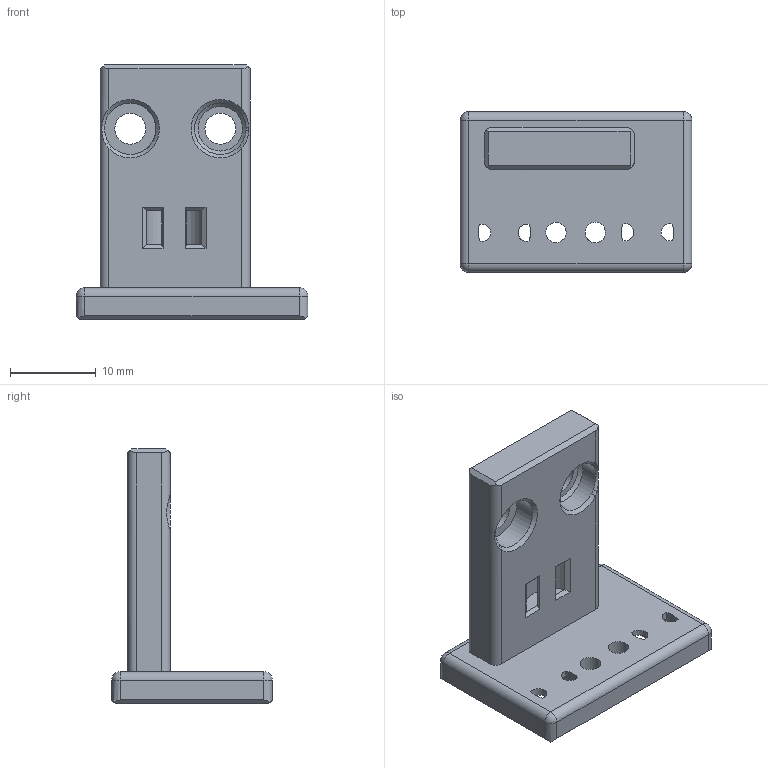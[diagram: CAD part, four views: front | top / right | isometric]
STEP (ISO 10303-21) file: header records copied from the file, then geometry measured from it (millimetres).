
FILE_DESCRIPTION(/* description */ (''),/* implementation_level */ '2;1');
FILE_NAME(/* name */ 'KlickyProbe_v0_2_additional holes for wire.step',/* time_stamp */ '2021-08-07T13:46:42+02:00',/* author */ (''),/* organization */ (''),/* preprocessor_version */ 'ST-DEVELOPER v18.1',/* originating_system */ 'Autodesk Translation Framework v10.9.0.1377',/* authorisation */ '');
FILE_SCHEMA (('AUTOMOTIVE_DESIGN { 1 0 10303 214 3 1 1 }'));
Length unit declared in the file: millimetre
Products named in the file (3): KlickyProbe_v0_2; Klicky Probe; AB mount
Assembly tree (2 placements, depth 3):
  KlickyProbe_v0_2
    Klicky Probe
      AB mount
Bounding box: 27.03 x 18.72 x 29.7 mm (x, y, z)
Volume: 3474.6 mm3; surface area: 2749.6 mm2
Topology: 1 solids, 1 shells, 130 faces, 356 edges, 226 vertices
Faces by surface type: plane 76, cylinder 30, cone 10, bspline 10, sphere 4
Full cylindrical faces by diameter (mm): 2.385 x2, 3.6 x2, 6 x1
Entity records: 4538 total; most frequent: CARTESIAN_POINT 1129, ORIENTED_EDGE 712, DIRECTION 689, EDGE_CURVE 356, AXIS2_PLACEMENT_3D 237, VERTEX_POINT 226, LINE 215, VECTOR 215
